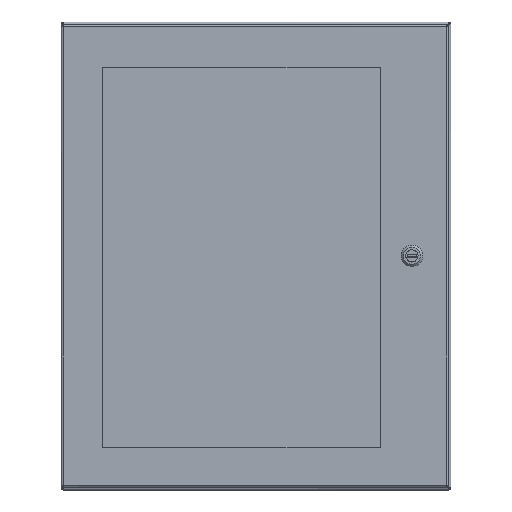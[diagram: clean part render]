
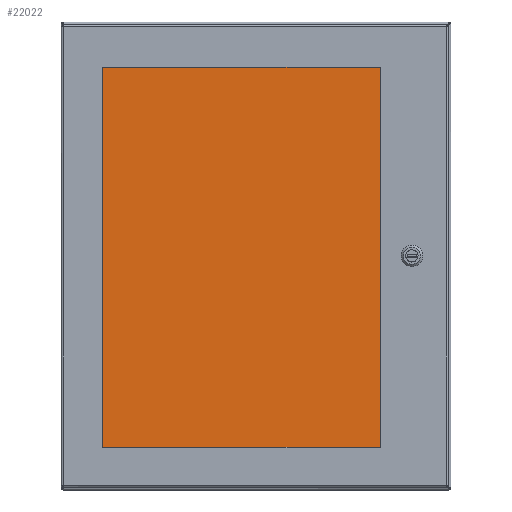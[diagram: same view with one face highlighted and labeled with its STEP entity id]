
A CAD part, top view. The second image highlights one B-rep face of the part: STEP entity #22022.
In plain terms, the highlighted planar face has unit normal (0, 0, 1).
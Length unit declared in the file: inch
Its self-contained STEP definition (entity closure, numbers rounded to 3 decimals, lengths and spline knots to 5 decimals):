
#21880=CARTESIAN_POINT('',(0.0,0.0,0.25));
#21881=VERTEX_POINT('',#21880);
#21882=CARTESIAN_POINT('',(0.,20.5,0.25));
#21883=VERTEX_POINT('',#21882);
#21884=CARTESIAN_POINT('',(0.,0.0,0.25));
#21885=DIRECTION('',(0.0,1.0,0.0));
#21886=VECTOR('',#21885,20.5);
#21887=LINE('',#21884,#21886);
#21888=EDGE_CURVE('',#21881,#21883,#21887,.T.);
#21920=CARTESIAN_POINT('',(15.25,20.5,0.25));
#21921=VERTEX_POINT('',#21920);
#21922=CARTESIAN_POINT('',(0.,20.5,0.25));
#21923=DIRECTION('',(1.0,0.0,0.0));
#21924=VECTOR('',#21923,15.25);
#21925=LINE('',#21922,#21924);
#21926=EDGE_CURVE('',#21883,#21921,#21925,.T.);
#21951=CARTESIAN_POINT('',(15.25,0.,0.25));
#21952=VERTEX_POINT('',#21951);
#21953=CARTESIAN_POINT('',(15.25,20.5,0.25));
#21954=DIRECTION('',(0.0,-1.0,0.0));
#21955=VECTOR('',#21954,20.5);
#21956=LINE('',#21953,#21955);
#21957=EDGE_CURVE('',#21921,#21952,#21956,.T.);
#21982=CARTESIAN_POINT('',(15.25,0.,0.25));
#21983=DIRECTION('',(-1.0,0.0,0.0));
#21984=VECTOR('',#21983,15.25);
#21985=LINE('',#21982,#21984);
#21986=EDGE_CURVE('',#21952,#21881,#21985,.T.);
#22011=CARTESIAN_POINT('',(7.625,10.25,0.25));
#22012=DIRECTION('',(0.0,0.0,1.0));
#22013=DIRECTION('',(1.0,0.0,0.0));
#22014=AXIS2_PLACEMENT_3D('',#22011,#22012,#22013);
#22015=PLANE('',#22014);
#22016=ORIENTED_EDGE('',*,*,#21888,.F.);
#22017=ORIENTED_EDGE('',*,*,#21986,.F.);
#22018=ORIENTED_EDGE('',*,*,#21957,.F.);
#22019=ORIENTED_EDGE('',*,*,#21926,.F.);
#22020=EDGE_LOOP('',(#22016,#22017,#22018,#22019));
#22021=FACE_OUTER_BOUND('',#22020,.T.);
#22022=ADVANCED_FACE('',(#22021),#22015,.T.);
